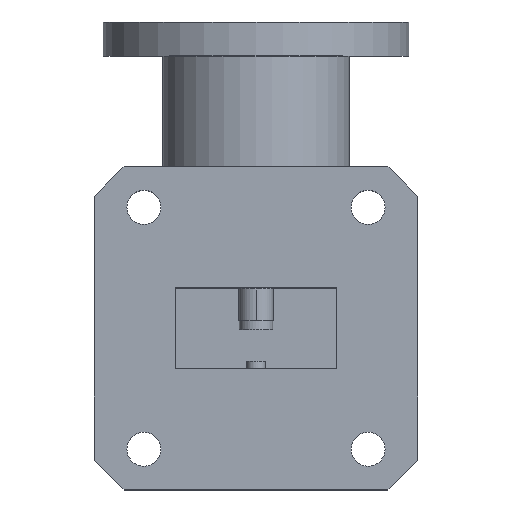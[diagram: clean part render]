
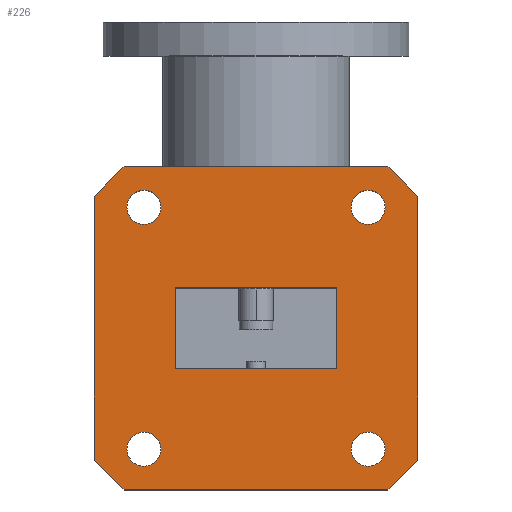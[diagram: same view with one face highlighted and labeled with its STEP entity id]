
A CAD part, top view. The second image highlights one B-rep face of the part: STEP entity #226.
In plain terms, the highlighted planar face has unit normal (0, 0, 1).
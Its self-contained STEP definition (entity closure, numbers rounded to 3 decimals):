
#226=ADVANCED_FACE('',(#477,#478,#479,#480,#481,#482),#483,.T.);
#477=FACE_OUTER_BOUND('',#794,.T.);
#478=FACE_BOUND('',#795,.T.);
#479=FACE_BOUND('',#796,.T.);
#480=FACE_BOUND('',#797,.T.);
#481=FACE_BOUND('',#798,.T.);
#482=FACE_BOUND('',#799,.T.);
#483=PLANE('',#800);
#794=EDGE_LOOP('',(#1265,#1266,#1267,#1268,#1269,#1270,#1271,#1272));
#795=EDGE_LOOP('',(#1273,#1274,#1275,#1276));
#796=EDGE_LOOP('',(#1277,#1278));
#797=EDGE_LOOP('',(#1279,#1280));
#798=EDGE_LOOP('',(#1281,#1282));
#799=EDGE_LOOP('',(#1283,#1284));
#800=AXIS2_PLACEMENT_3D('',#1285,#1286,#1287);
#1265=ORIENTED_EDGE('',*,*,#1782,.F.);
#1266=ORIENTED_EDGE('',*,*,#1787,.T.);
#1267=ORIENTED_EDGE('',*,*,#1805,.F.);
#1268=ORIENTED_EDGE('',*,*,#1808,.T.);
#1269=ORIENTED_EDGE('',*,*,#1817,.F.);
#1270=ORIENTED_EDGE('',*,*,#1819,.T.);
#1271=ORIENTED_EDGE('',*,*,#1811,.F.);
#1272=ORIENTED_EDGE('',*,*,#1814,.T.);
#1273=ORIENTED_EDGE('',*,*,#1820,.T.);
#1274=ORIENTED_EDGE('',*,*,#1821,.T.);
#1275=ORIENTED_EDGE('',*,*,#1822,.T.);
#1276=ORIENTED_EDGE('',*,*,#1823,.T.);
#1277=ORIENTED_EDGE('',*,*,#1824,.T.);
#1278=ORIENTED_EDGE('',*,*,#1761,.T.);
#1279=ORIENTED_EDGE('',*,*,#1825,.T.);
#1280=ORIENTED_EDGE('',*,*,#1766,.T.);
#1281=ORIENTED_EDGE('',*,*,#1826,.T.);
#1282=ORIENTED_EDGE('',*,*,#1771,.T.);
#1283=ORIENTED_EDGE('',*,*,#1827,.T.);
#1284=ORIENTED_EDGE('',*,*,#1776,.T.);
#1285=CARTESIAN_POINT('',(0.0,0.0,23.193));
#1286=DIRECTION('',(0.0,0.0,1.0));
#1287=DIRECTION('',(1.0,0.0,0.0));
#1761=EDGE_CURVE('',#2079,#2076,#2080,.T.);
#1766=EDGE_CURVE('',#2088,#2085,#2089,.T.);
#1771=EDGE_CURVE('',#2097,#2094,#2098,.T.);
#1776=EDGE_CURVE('',#2106,#2103,#2107,.T.);
#1782=EDGE_CURVE('',#2115,#2117,#2118,.T.);
#1787=EDGE_CURVE('',#2115,#2123,#2125,.T.);
#1805=EDGE_CURVE('',#2151,#2123,#2153,.T.);
#1808=EDGE_CURVE('',#2151,#2155,#2157,.T.);
#1811=EDGE_CURVE('',#2159,#2161,#2162,.T.);
#1814=EDGE_CURVE('',#2159,#2117,#2165,.T.);
#1817=EDGE_CURVE('',#2167,#2155,#2169,.T.);
#1819=EDGE_CURVE('',#2167,#2161,#2171,.T.);
#1820=EDGE_CURVE('',#2172,#2173,#2174,.T.);
#1821=EDGE_CURVE('',#2173,#2175,#2176,.T.);
#1822=EDGE_CURVE('',#2175,#2177,#2178,.T.);
#1823=EDGE_CURVE('',#2177,#2172,#2179,.T.);
#1824=EDGE_CURVE('',#2076,#2079,#2180,.T.);
#1825=EDGE_CURVE('',#2085,#2088,#2181,.T.);
#1826=EDGE_CURVE('',#2094,#2097,#2182,.T.);
#1827=EDGE_CURVE('',#2103,#2106,#2183,.T.);
#2076=VERTEX_POINT('',#2502);
#2079=VERTEX_POINT('',#2506);
#2080=CIRCLE('',#2507,2.0);
#2085=VERTEX_POINT('',#2513);
#2088=VERTEX_POINT('',#2517);
#2089=CIRCLE('',#2518,2.0);
#2094=VERTEX_POINT('',#2524);
#2097=VERTEX_POINT('',#2528);
#2098=CIRCLE('',#2529,2.0);
#2103=VERTEX_POINT('',#2535);
#2106=VERTEX_POINT('',#2539);
#2107=CIRCLE('',#2540,2.0);
#2115=VERTEX_POINT('',#2550);
#2117=VERTEX_POINT('',#2553);
#2118=LINE('',#2554,#2555);
#2123=VERTEX_POINT('',#2562);
#2125=LINE('',#2565,#2566);
#2151=VERTEX_POINT('',#2602);
#2153=LINE('',#2605,#2606);
#2155=VERTEX_POINT('',#2608);
#2157=LINE('',#2611,#2612);
#2159=VERTEX_POINT('',#2614);
#2161=VERTEX_POINT('',#2617);
#2162=LINE('',#2618,#2619);
#2165=LINE('',#2623,#2624);
#2167=VERTEX_POINT('',#2626);
#2169=LINE('',#2629,#2630);
#2171=LINE('',#2632,#2633);
#2172=VERTEX_POINT('',#2634);
#2173=VERTEX_POINT('',#2635);
#2174=LINE('',#2636,#2637);
#2175=VERTEX_POINT('',#2638);
#2176=LINE('',#2639,#2640);
#2177=VERTEX_POINT('',#2641);
#2178=LINE('',#2642,#2643);
#2179=LINE('',#2644,#2645);
#2180=CIRCLE('',#2646,2.0);
#2181=CIRCLE('',#2647,2.0);
#2182=CIRCLE('',#2648,2.0);
#2183=CIRCLE('',#2649,2.0);
#2502=CARTESIAN_POINT('',(15.21,14.25,23.193));
#2506=CARTESIAN_POINT('',(11.21,14.25,23.193));
#2507=AXIS2_PLACEMENT_3D('',#2989,#2990,#2991);
#2513=CARTESIAN_POINT('',(15.21,-14.25,23.193));
#2517=CARTESIAN_POINT('',(11.21,-14.25,23.193));
#2518=AXIS2_PLACEMENT_3D('',#2997,#2998,#2999);
#2524=CARTESIAN_POINT('',(-15.21,-14.25,23.193));
#2528=CARTESIAN_POINT('',(-11.21,-14.25,23.193));
#2529=AXIS2_PLACEMENT_3D('',#3005,#3006,#3007);
#2535=CARTESIAN_POINT('',(-15.21,14.25,23.193));
#2539=CARTESIAN_POINT('',(-11.21,14.25,23.193));
#2540=AXIS2_PLACEMENT_3D('',#3013,#3014,#3015);
#2550=CARTESIAN_POINT('',(15.55,19.05,23.193));
#2553=CARTESIAN_POINT('',(19.05,15.55,23.193));
#2554=CARTESIAN_POINT('',(17.3,17.3,23.193));
#2555=VECTOR('',#3022,1.0);
#2562=CARTESIAN_POINT('',(-15.55,19.05,23.193));
#2565=CARTESIAN_POINT('',(0.0,19.05,23.193));
#2566=VECTOR('',#3026,1.0);
#2602=CARTESIAN_POINT('',(-19.05,15.55,23.193));
#2605=CARTESIAN_POINT('',(-17.3,17.3,23.193));
#2606=VECTOR('',#3050,1.0);
#2608=CARTESIAN_POINT('',(-19.05,-15.55,23.193));
#2611=CARTESIAN_POINT('',(-19.05,0.0,23.193));
#2612=VECTOR('',#3052,1.0);
#2614=CARTESIAN_POINT('',(19.05,-15.55,23.193));
#2617=CARTESIAN_POINT('',(15.55,-19.05,23.193));
#2618=CARTESIAN_POINT('',(17.3,-17.3,23.193));
#2619=VECTOR('',#3054,1.0);
#2623=CARTESIAN_POINT('',(19.05,0.0,23.193));
#2624=VECTOR('',#3056,1.0);
#2626=CARTESIAN_POINT('',(-15.55,-19.05,23.193));
#2629=CARTESIAN_POINT('',(-17.3,-17.3,23.193));
#2630=VECTOR('',#3058,1.0);
#2632=CARTESIAN_POINT('',(0.0,-19.05,23.193));
#2633=VECTOR('',#3059,1.0);
#2634=CARTESIAN_POINT('',(9.525,-4.763,23.193));
#2635=CARTESIAN_POINT('',(-9.525,-4.763,23.193));
#2636=CARTESIAN_POINT('',(0.0,-4.763,23.193));
#2637=VECTOR('',#3060,1.0);
#2638=CARTESIAN_POINT('',(-9.525,4.763,23.193));
#2639=CARTESIAN_POINT('',(-9.525,0.0,23.193));
#2640=VECTOR('',#3061,1.0);
#2641=CARTESIAN_POINT('',(9.525,4.763,23.193));
#2642=CARTESIAN_POINT('',(0.0,4.763,23.193));
#2643=VECTOR('',#3062,1.0);
#2644=CARTESIAN_POINT('',(9.525,0.0,23.193));
#2645=VECTOR('',#3063,1.0);
#2646=AXIS2_PLACEMENT_3D('',#3064,#3065,#3066);
#2647=AXIS2_PLACEMENT_3D('',#3067,#3068,#3069);
#2648=AXIS2_PLACEMENT_3D('',#3070,#3071,#3072);
#2649=AXIS2_PLACEMENT_3D('',#3073,#3074,#3075);
#2989=CARTESIAN_POINT('',(13.21,14.25,23.193));
#2990=DIRECTION('',(0.0,0.0,-1.0));
#2991=DIRECTION('',(1.0,0.0,0.0));
#2997=CARTESIAN_POINT('',(13.21,-14.25,23.193));
#2998=DIRECTION('',(0.0,0.0,-1.0));
#2999=DIRECTION('',(1.0,0.0,0.0));
#3005=CARTESIAN_POINT('',(-13.21,-14.25,23.193));
#3006=DIRECTION('',(-0.0,0.0,-1.0));
#3007=DIRECTION('',(-1.0,0.0,0.0));
#3013=CARTESIAN_POINT('',(-13.21,14.25,23.193));
#3014=DIRECTION('',(-0.0,0.0,-1.0));
#3015=DIRECTION('',(-1.0,0.0,0.0));
#3022=DIRECTION('',(0.707,-0.707,0.0));
#3026=DIRECTION('',(-1.0,0.0,0.0));
#3050=DIRECTION('',(0.707,0.707,-0.0));
#3052=DIRECTION('',(0.0,-1.0,0.0));
#3054=DIRECTION('',(-0.707,-0.707,0.0));
#3056=DIRECTION('',(0.0,1.0,0.0));
#3058=DIRECTION('',(-0.707,0.707,0.0));
#3059=DIRECTION('',(1.0,0.0,0.0));
#3060=DIRECTION('',(-1.0,0.0,0.0));
#3061=DIRECTION('',(0.0,1.0,0.0));
#3062=DIRECTION('',(1.0,0.0,-0.0));
#3063=DIRECTION('',(0.0,-1.0,0.0));
#3064=CARTESIAN_POINT('',(13.21,14.25,23.193));
#3065=DIRECTION('',(0.0,0.0,-1.0));
#3066=DIRECTION('',(1.0,0.0,0.0));
#3067=CARTESIAN_POINT('',(13.21,-14.25,23.193));
#3068=DIRECTION('',(0.0,0.0,-1.0));
#3069=DIRECTION('',(1.0,0.0,0.0));
#3070=CARTESIAN_POINT('',(-13.21,-14.25,23.193));
#3071=DIRECTION('',(-0.0,0.0,-1.0));
#3072=DIRECTION('',(-1.0,0.0,0.0));
#3073=CARTESIAN_POINT('',(-13.21,14.25,23.193));
#3074=DIRECTION('',(-0.0,0.0,-1.0));
#3075=DIRECTION('',(-1.0,0.0,0.0));
